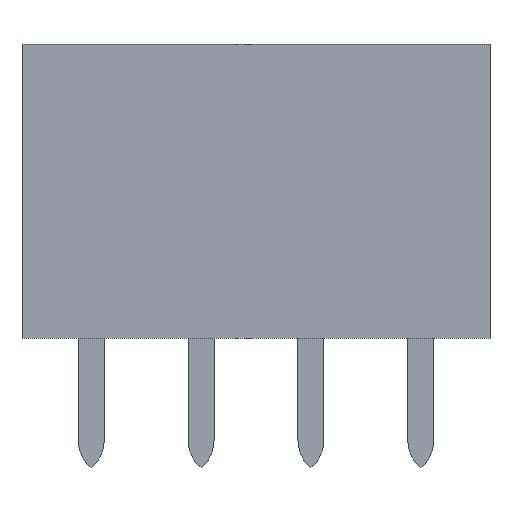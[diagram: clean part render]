
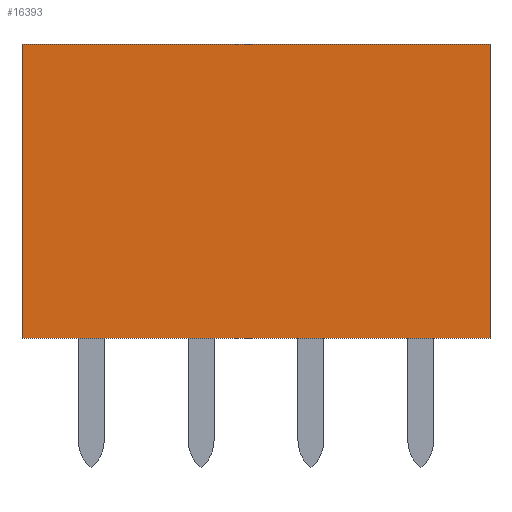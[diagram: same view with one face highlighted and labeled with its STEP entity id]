
A CAD part, front view. The second image highlights one B-rep face of the part: STEP entity #16393.
In plain terms, the highlighted face is planar.
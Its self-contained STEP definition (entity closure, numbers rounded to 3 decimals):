
#9115 = PLANE('',#9116);
#9116 = AXIS2_PLACEMENT_3D('',#9117,#9118,#9119);
#9117 = CARTESIAN_POINT('',(-1.6,-2.5,0.));
#9118 = DIRECTION('',(-1.,0.,0.));
#9119 = DIRECTION('',(0.,1.,0.));
#9168 = VERTEX_POINT('',#9169);
#9169 = CARTESIAN_POINT('',(-1.6,2.5,6.8));
#9183 = PLANE('',#9184);
#9184 = AXIS2_PLACEMENT_3D('',#9185,#9186,#9187);
#9185 = CARTESIAN_POINT('',(-1.6,2.5,6.8));
#9186 = DIRECTION('',(0.,0.,1.));
#9187 = DIRECTION('',(1.,0.,0.));
#9195 = EDGE_CURVE('',#9196,#9168,#9198,.T.);
#9196 = VERTEX_POINT('',#9197);
#9197 = CARTESIAN_POINT('',(-1.6,2.5,0.));
#9198 = SURFACE_CURVE('',#9199,(#9203,#9210),.PCURVE_S1.);
#9199 = LINE('',#9200,#9201);
#9200 = CARTESIAN_POINT('',(-1.6,2.5,0.));
#9201 = VECTOR('',#9202,1.);
#9202 = DIRECTION('',(0.,0.,1.));
#9203 = PCURVE('',#9115,#9204);
#9204 = DEFINITIONAL_REPRESENTATION('',(#9205),#9209);
#9205 = LINE('',#9206,#9207);
#9206 = CARTESIAN_POINT('',(5.,0.));
#9207 = VECTOR('',#9208,1.);
#9208 = DIRECTION('',(0.,-1.));
#9209 = ( GEOMETRIC_REPRESENTATION_CONTEXT(2) 
PARAMETRIC_REPRESENTATION_CONTEXT() REPRESENTATION_CONTEXT('2D SPACE',''
  ) );
#9210 = PCURVE('',#9211,#9216);
#9211 = PLANE('',#9212);
#9212 = AXIS2_PLACEMENT_3D('',#9213,#9214,#9215);
#9213 = CARTESIAN_POINT('',(-1.6,2.5,0.));
#9214 = DIRECTION('',(0.,1.,0.));
#9215 = DIRECTION('',(0.,0.,1.));
#9216 = DEFINITIONAL_REPRESENTATION('',(#9217),#9221);
#9217 = LINE('',#9218,#9219);
#9218 = CARTESIAN_POINT('',(0.,0.));
#9219 = VECTOR('',#9220,1.);
#9220 = DIRECTION('',(1.,0.));
#9221 = ( GEOMETRIC_REPRESENTATION_CONTEXT(2) 
PARAMETRIC_REPRESENTATION_CONTEXT() REPRESENTATION_CONTEXT('2D SPACE',''
  ) );
#9239 = PLANE('',#9240);
#9240 = AXIS2_PLACEMENT_3D('',#9241,#9242,#9243);
#9241 = CARTESIAN_POINT('',(-1.6,2.5,0.));
#9242 = DIRECTION('',(0.,0.,1.));
#9243 = DIRECTION('',(1.,0.,0.));
#9373 = PLANE('',#9374);
#9374 = AXIS2_PLACEMENT_3D('',#9375,#9376,#9377);
#9375 = CARTESIAN_POINT('',(9.22,2.5,0.));
#9376 = DIRECTION('',(1.,0.,0.));
#9377 = DIRECTION('',(0.,-1.,0.));
#9410 = VERTEX_POINT('',#9411);
#9411 = CARTESIAN_POINT('',(9.22,2.5,0.));
#9434 = EDGE_CURVE('',#9410,#9435,#9437,.T.);
#9435 = VERTEX_POINT('',#9436);
#9436 = CARTESIAN_POINT('',(9.22,2.5,6.8));
#9437 = SURFACE_CURVE('',#9438,(#9442,#9449),.PCURVE_S1.);
#9438 = LINE('',#9439,#9440);
#9439 = CARTESIAN_POINT('',(9.22,2.5,0.));
#9440 = VECTOR('',#9441,1.);
#9441 = DIRECTION('',(0.,0.,1.));
#9442 = PCURVE('',#9373,#9443);
#9443 = DEFINITIONAL_REPRESENTATION('',(#9444),#9448);
#9444 = LINE('',#9445,#9446);
#9445 = CARTESIAN_POINT('',(0.,0.));
#9446 = VECTOR('',#9447,1.);
#9447 = DIRECTION('',(0.,-1.));
#9448 = ( GEOMETRIC_REPRESENTATION_CONTEXT(2) 
PARAMETRIC_REPRESENTATION_CONTEXT() REPRESENTATION_CONTEXT('2D SPACE',''
  ) );
#9449 = PCURVE('',#9211,#9450);
#9450 = DEFINITIONAL_REPRESENTATION('',(#9451),#9455);
#9451 = LINE('',#9452,#9453);
#9452 = CARTESIAN_POINT('',(0.,10.82));
#9453 = VECTOR('',#9454,1.);
#9454 = DIRECTION('',(1.,0.));
#9455 = ( GEOMETRIC_REPRESENTATION_CONTEXT(2) 
PARAMETRIC_REPRESENTATION_CONTEXT() REPRESENTATION_CONTEXT('2D SPACE',''
  ) );
#9569 = EDGE_CURVE('',#9196,#9410,#9570,.T.);
#9570 = SURFACE_CURVE('',#9571,(#9575,#9582),.PCURVE_S1.);
#9571 = LINE('',#9572,#9573);
#9572 = CARTESIAN_POINT('',(-1.6,2.5,0.));
#9573 = VECTOR('',#9574,1.);
#9574 = DIRECTION('',(1.,0.,0.));
#9575 = PCURVE('',#9239,#9576);
#9576 = DEFINITIONAL_REPRESENTATION('',(#9577),#9581);
#9577 = LINE('',#9578,#9579);
#9578 = CARTESIAN_POINT('',(0.,0.));
#9579 = VECTOR('',#9580,1.);
#9580 = DIRECTION('',(1.,0.));
#9581 = ( GEOMETRIC_REPRESENTATION_CONTEXT(2) 
PARAMETRIC_REPRESENTATION_CONTEXT() REPRESENTATION_CONTEXT('2D SPACE',''
  ) );
#9582 = PCURVE('',#9211,#9583);
#9583 = DEFINITIONAL_REPRESENTATION('',(#9584),#9588);
#9584 = LINE('',#9585,#9586);
#9585 = CARTESIAN_POINT('',(0.,0.));
#9586 = VECTOR('',#9587,1.);
#9587 = DIRECTION('',(0.,1.));
#9588 = ( GEOMETRIC_REPRESENTATION_CONTEXT(2) 
PARAMETRIC_REPRESENTATION_CONTEXT() REPRESENTATION_CONTEXT('2D SPACE',''
  ) );
#16393 = ADVANCED_FACE('',(#16394),#9211,.T.);
#16394 = FACE_BOUND('',#16395,.T.);
#16395 = EDGE_LOOP('',(#16396,#16397,#16398,#16419));
#16396 = ORIENTED_EDGE('',*,*,#9569,.F.);
#16397 = ORIENTED_EDGE('',*,*,#9195,.T.);
#16398 = ORIENTED_EDGE('',*,*,#16399,.T.);
#16399 = EDGE_CURVE('',#9168,#9435,#16400,.T.);
#16400 = SURFACE_CURVE('',#16401,(#16405,#16412),.PCURVE_S1.);
#16401 = LINE('',#16402,#16403);
#16402 = CARTESIAN_POINT('',(-1.6,2.5,6.8));
#16403 = VECTOR('',#16404,1.);
#16404 = DIRECTION('',(1.,0.,0.));
#16405 = PCURVE('',#9211,#16406);
#16406 = DEFINITIONAL_REPRESENTATION('',(#16407),#16411);
#16407 = LINE('',#16408,#16409);
#16408 = CARTESIAN_POINT('',(6.8,0.));
#16409 = VECTOR('',#16410,1.);
#16410 = DIRECTION('',(0.,1.));
#16411 = ( GEOMETRIC_REPRESENTATION_CONTEXT(2) 
PARAMETRIC_REPRESENTATION_CONTEXT() REPRESENTATION_CONTEXT('2D SPACE',''
  ) );
#16412 = PCURVE('',#9183,#16413);
#16413 = DEFINITIONAL_REPRESENTATION('',(#16414),#16418);
#16414 = LINE('',#16415,#16416);
#16415 = CARTESIAN_POINT('',(0.,0.));
#16416 = VECTOR('',#16417,1.);
#16417 = DIRECTION('',(1.,0.));
#16418 = ( GEOMETRIC_REPRESENTATION_CONTEXT(2) 
PARAMETRIC_REPRESENTATION_CONTEXT() REPRESENTATION_CONTEXT('2D SPACE',''
  ) );
#16419 = ORIENTED_EDGE('',*,*,#9434,.F.);
